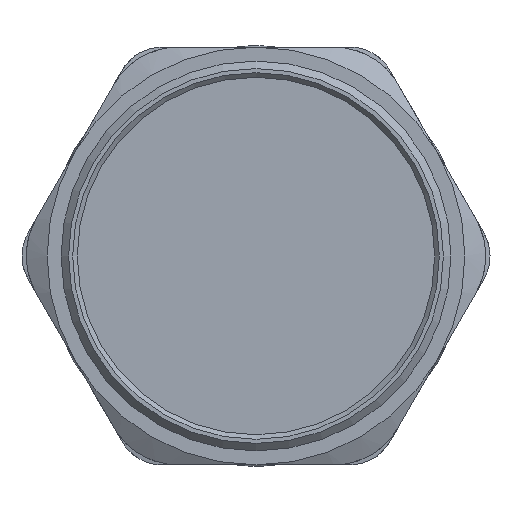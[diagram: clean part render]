
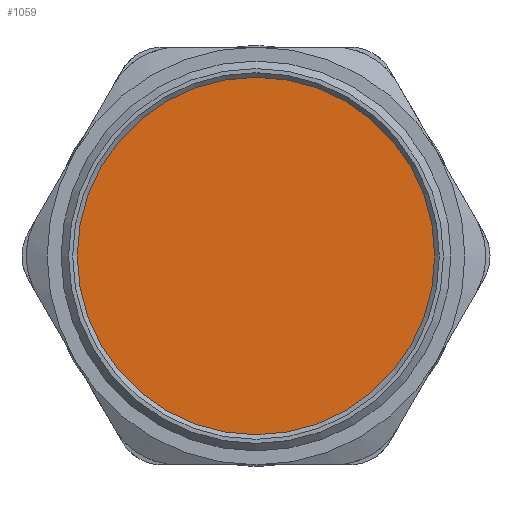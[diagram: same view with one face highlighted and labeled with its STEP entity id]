
A CAD part, front view. The second image highlights one B-rep face of the part: STEP entity #1059.
In plain terms, the highlighted planar face has unit normal (0, -1, 0).
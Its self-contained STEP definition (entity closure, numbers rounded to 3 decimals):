
#115=FACE_OUTER_BOUND('',#179,.T.);
#179=EDGE_LOOP('',(#672));
#370=CIRCLE('',#1153,19.25);
#416=VERTEX_POINT('',#1542);
#517=EDGE_CURVE('',#416,#416,#370,.T.);
#672=ORIENTED_EDGE('',*,*,#517,.F.);
#970=PLANE('',#1152);
#1059=ADVANCED_FACE('',(#115),#970,.F.);
#1152=AXIS2_PLACEMENT_3D('',#1541,#1271,#1272);
#1153=AXIS2_PLACEMENT_3D('',#1543,#1273,#1274);
#1271=DIRECTION('center_axis',(0.,1.,0.));
#1272=DIRECTION('ref_axis',(0.,0.,1.));
#1273=DIRECTION('center_axis',(0.,1.,0.));
#1274=DIRECTION('ref_axis',(0.,0.,-1.));
#1541=CARTESIAN_POINT('Origin',(1.317,-0.88,0.));
#1542=CARTESIAN_POINT('',(1.317,-0.88,19.25));
#1543=CARTESIAN_POINT('Origin',(1.317,-0.88,0.));
